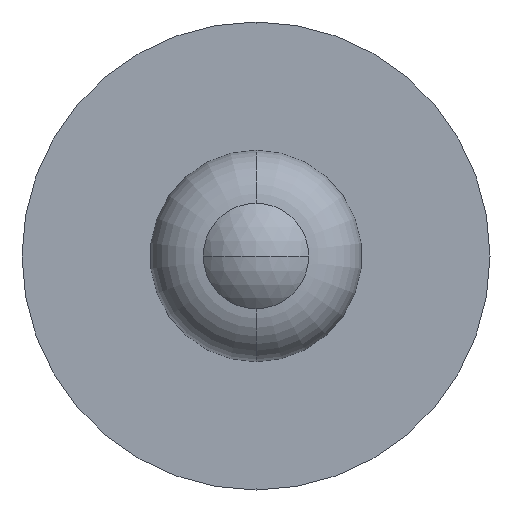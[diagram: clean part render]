
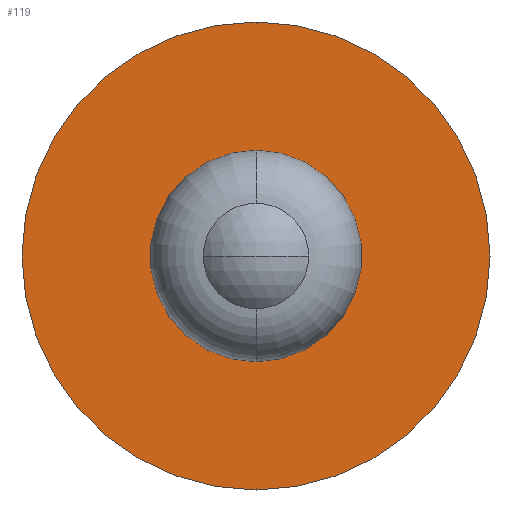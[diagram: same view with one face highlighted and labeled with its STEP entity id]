
A CAD part, front view. The second image highlights one B-rep face of the part: STEP entity #119.
In plain terms, the highlighted planar face has unit normal (0, -1, 0).
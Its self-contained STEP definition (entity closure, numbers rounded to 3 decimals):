
#3 = DIRECTION ( 'NONE',  ( 0., 0., -1. ) ) ;
#18 = EDGE_LOOP ( 'NONE', ( #198, #199 ) ) ;
#23 = CARTESIAN_POINT ( 'NONE',  ( 0., 18.2, -8.065 ) ) ;
#29 = VERTEX_POINT ( 'NONE', #181 ) ;
#36 = DIRECTION ( 'NONE',  ( 0., -1., 0. ) ) ;
#53 = CIRCLE ( 'NONE', #343, 2.525 ) ;
#65 = CARTESIAN_POINT ( 'NONE',  ( 0., 18.2, 0. ) ) ;
#72 = DIRECTION ( 'NONE',  ( 0., 0., -1. ) ) ;
#76 = EDGE_LOOP ( 'NONE', ( #162, #167 ) ) ;
#93 = EDGE_CURVE ( 'NONE', #200, #213, #296, .T. ) ;
#98 = CARTESIAN_POINT ( 'NONE',  ( 0., 18.2, 0. ) ) ;
#114 = EDGE_CURVE ( 'NONE', #220, #29, #254, .T. ) ;
#119 = ADVANCED_FACE ( 'NONE', ( #272, #130 ), #206, .T. ) ;
#127 = CARTESIAN_POINT ( 'NONE',  ( 2.525, 18.2, 0. ) ) ;
#129 = DIRECTION ( 'NONE',  ( 0., 0., -1. ) ) ;
#130 = FACE_BOUND ( 'NONE', #18, .T. ) ;
#132 = DIRECTION ( 'NONE',  ( 0., -1., 0. ) ) ;
#162 = ORIENTED_EDGE ( 'NONE', *, *, #114, .T. ) ;
#167 = ORIENTED_EDGE ( 'NONE', *, *, #273, .T. ) ;
#178 = DIRECTION ( 'NONE',  ( 0., -1., 0. ) ) ;
#181 = CARTESIAN_POINT ( 'NONE',  ( 0., 18.2, 8.065 ) ) ;
#193 = AXIS2_PLACEMENT_3D ( 'NONE', #358, #178, #72 ) ;
#198 = ORIENTED_EDGE ( 'NONE', *, *, #93, .F. ) ;
#199 = ORIENTED_EDGE ( 'NONE', *, *, #211, .F. ) ;
#200 = VERTEX_POINT ( 'NONE', #306 ) ;
#206 = PLANE ( 'NONE',  #245 ) ;
#211 = EDGE_CURVE ( 'NONE', #213, #200, #53, .T. ) ;
#213 = VERTEX_POINT ( 'NONE', #347 ) ;
#216 = DIRECTION ( 'NONE',  ( 0., -1., 0. ) ) ;
#220 = VERTEX_POINT ( 'NONE', #23 ) ;
#222 = AXIS2_PLACEMENT_3D ( 'NONE', #227, #341, #3 ) ;
#227 = CARTESIAN_POINT ( 'NONE',  ( 0., 18.2, 0. ) ) ;
#245 = AXIS2_PLACEMENT_3D ( 'NONE', #127, #36, #129 ) ;
#254 = CIRCLE ( 'NONE', #222, 8.065 ) ;
#272 = FACE_OUTER_BOUND ( 'NONE', #76, .T. ) ;
#273 = EDGE_CURVE ( 'NONE', #29, #220, #300, .T. ) ;
#275 = AXIS2_PLACEMENT_3D ( 'NONE', #65, #132, #346 ) ;
#296 = CIRCLE ( 'NONE', #193, 2.525 ) ;
#300 = CIRCLE ( 'NONE', #275, 8.065 ) ;
#306 = CARTESIAN_POINT ( 'NONE',  ( 0., 18.2, -2.525 ) ) ;
#340 = DIRECTION ( 'NONE',  ( 0., 0., -1. ) ) ;
#341 = DIRECTION ( 'NONE',  ( 0., -1., 0. ) ) ;
#343 = AXIS2_PLACEMENT_3D ( 'NONE', #98, #216, #340 ) ;
#346 = DIRECTION ( 'NONE',  ( 0., 0., -1. ) ) ;
#347 = CARTESIAN_POINT ( 'NONE',  ( 0., 18.2, 2.525 ) ) ;
#358 = CARTESIAN_POINT ( 'NONE',  ( 0., 18.2, 0. ) ) ;
